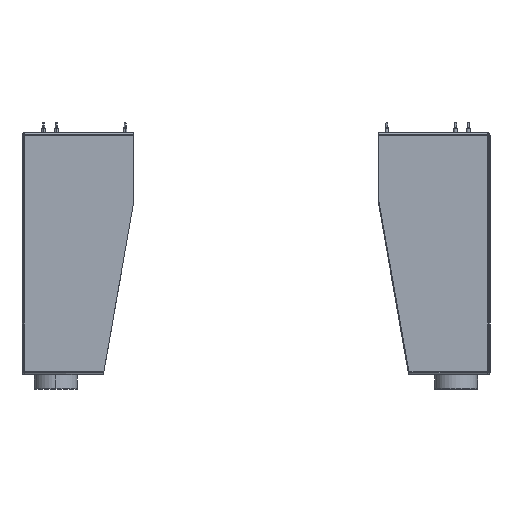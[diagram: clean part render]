
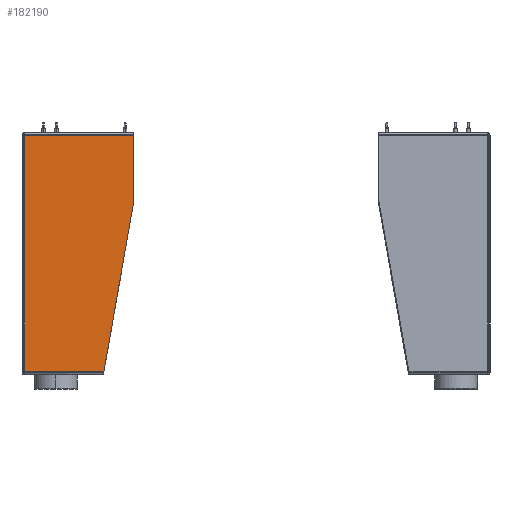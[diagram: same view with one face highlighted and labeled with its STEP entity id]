
A CAD part, left-side view. The second image highlights one B-rep face of the part: STEP entity #182190.
In plain terms, the highlighted face is planar.
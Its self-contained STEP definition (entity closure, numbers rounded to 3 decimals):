
#98640=CARTESIAN_POINT('',(5840.918,669.778,
-533.061));
#98650=VERTEX_POINT('954871-1500623161-5065f32f055a-0 1121617',#98640);
#98680=CARTESIAN_POINT('',(5934.911,669.778,0.));
#98690=DIRECTION('',(0.174,0.,
0.985));
#98700=VECTOR('',#98690,1.);
#98710=LINE('',#98680,#98700);
#98720=CARTESIAN_POINT('',(5875.488,669.778,
-337.004));
#98730=VERTEX_POINT('954871-1500623161-5065f32f055a-0 1122730',#98720);
#98740=EDGE_CURVE('954871-1500623161-5065f32f055a-0 1122731',#98650,
#98730,#98710,.T.);
#117040=CARTESIAN_POINT('',(5875.792,669.778,
-257.561));
#117050=VERTEX_POINT('954871-1500623161-5065f32f055a-0 1121575',#117040)
;
#117290=CARTESIAN_POINT('',(5875.792,669.778,
-333.531));
#117300=VERTEX_POINT('954871-1500623161-5065f32f055a-0 1121570',#117290)
;
#117330=CARTESIAN_POINT('',(5875.792,669.778,
0.));
#117340=DIRECTION('',(0.,0.,-1.));
#117350=VECTOR('',#117340,1.);
#117360=LINE('',#117330,#117350);
#117370=EDGE_CURVE('954871-1500623161-5065f32f055a-0 1121571',#117050,
#117300,#117360,.T.);
#119190=CARTESIAN_POINT('',(5855.792,669.778,
-333.531));
#119200=DIRECTION('',(0.,-1.,0.));
#119210=DIRECTION('',(-1.,0.,0.));
#119220=AXIS2_PLACEMENT_3D('',#119190,#119200,#119210);
#119230=CIRCLE('',#119220,20.);
#119240=EDGE_CURVE('954871-1500623161-5065f32f055a-0 1122791',#98730,
#117300,#119230,.T.);
#181870=CARTESIAN_POINT('',(5840.829,669.778,
-536.061));
#181880=DIRECTION('',(0.,-1.,0.));
#181890=DIRECTION('',(-1.,0.,0.));
#181900=AXIS2_PLACEMENT_3D('',#181870,#181880,#181890);
#181910=PLANE('',#181900);
#181920=ORIENTED_EDGE('',*,*,#117370,.F.);
#181930=ORIENTED_EDGE('',*,*,#119240,.T.);
#181940=ORIENTED_EDGE('',*,*,#98740,.T.);
#181950=CARTESIAN_POINT('',(0.,669.778,
-533.061));
#181960=DIRECTION('',(-1.,0.,0.));
#181970=VECTOR('',#181960,1.);
#181980=LINE('',#181950,#181970);
#181990=CARTESIAN_POINT('',(5748.792,669.778,
-533.061));
#182000=VERTEX_POINT('954871-1500623161-5065f32f055a-0 1121597',#181990)
;
#182010=EDGE_CURVE('954871-1500623161-5065f32f055a-0 1121608',#98650,
#182000,#181980,.T.);
#182020=ORIENTED_EDGE('',*,*,#182010,.F.);
#182030=CARTESIAN_POINT('',(5748.792,669.778,
0.));
#182040=DIRECTION('',(0.,0.,1.));
#182050=VECTOR('',#182040,1.);
#182060=LINE('',#182030,#182050);
#182070=CARTESIAN_POINT('',(5748.792,669.778,
-257.561));
#182080=VERTEX_POINT('954871-1500623161-5065f32f055a-0 1121582',#182070)
;
#182090=EDGE_CURVE('954871-1500623161-5065f32f055a-0 1121598',#182000,
#182080,#182060,.T.);
#182100=ORIENTED_EDGE('',*,*,#182090,.F.);
#182110=CARTESIAN_POINT('',(0.,669.778,
-257.561));
#182120=DIRECTION('',(1.,0.,0.));
#182130=VECTOR('',#182120,1.);
#182140=LINE('',#182110,#182130);
#182150=EDGE_CURVE('954871-1500623161-5065f32f055a-0 1121576',#182080,
#117050,#182140,.T.);
#182160=ORIENTED_EDGE('',*,*,#182150,.F.);
#182170=EDGE_LOOP('',(#182160,#182100,#182020,#181940,#181930,#181920));
#182180=FACE_OUTER_BOUND('',#182170,.T.);
#182190=ADVANCED_FACE('954871-1500623161-5065f32f055a-0 1122816',(
#182180),#181910,.T.);
